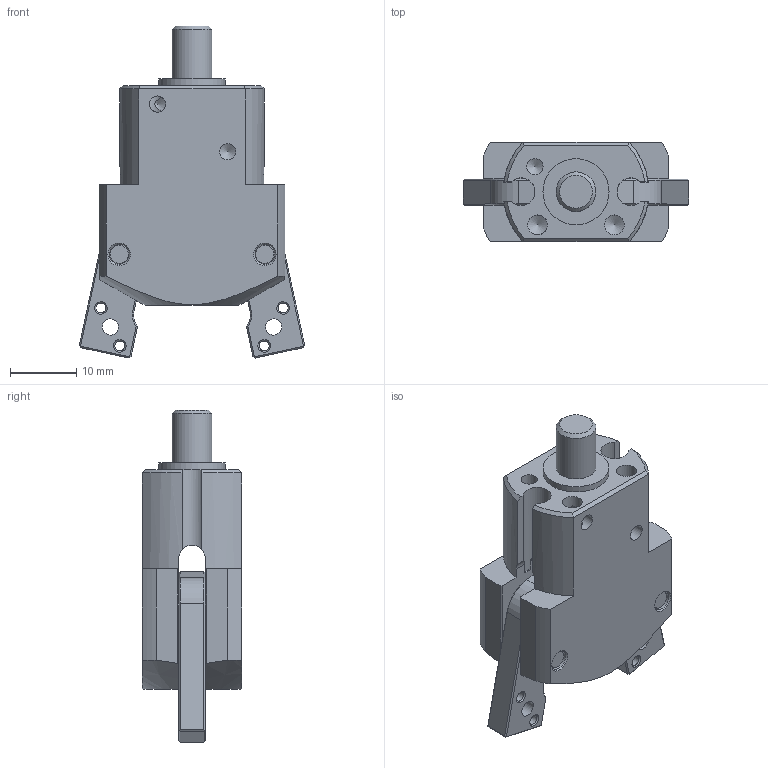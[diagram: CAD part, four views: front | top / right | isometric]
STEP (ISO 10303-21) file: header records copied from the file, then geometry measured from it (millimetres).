
FILE_DESCRIPTION(/* description */ (''),/* implementation_level */ '2;1');
FILE_NAME(/* name */ 'PLA-10.stp',/* time_stamp */ '2017-11-28T11:42:59+01:00',/* author */ ('Tecnico'),/* organization */ (''),/* preprocessor_version */ 'ST-DEVELOPER v16.13',/* originating_system */ 'Autodesk Inventor 2018',/* authorisation */ '');
FILE_SCHEMA (('AUTOMOTIVE_DESIGN { 1 0 10303 214 3 1 1 }'));
Length unit declared in the file: millimetre
Products named in the file (4): PLA-10; PLA10-CORPO; PLA10-GRIFFA; ISO 8734 - 3 x 14 - A
Assembly tree (5 placements, depth 2):
  PLA-10
    PLA10-CORPO
    PLA10-GRIFFA  x2
    ISO 8734 - 3 x 14 - A  x2
Bounding box: 34.05 x 15 x 50.15 mm (x, y, z)
Volume: 11130.6 mm3; surface area: 6244.5 mm2
Topology: 5 solids, 5 shells, 190 faces, 488 edges, 307 vertices
Faces by surface type: plane 83, cone 57, cylinder 50
Full cylindrical faces by diameter (mm): 1.5 x4, 2.459 x5, 3 x10, 6 x1, 10 x1, 11 x1
Entity records: 4218 total; most frequent: CARTESIAN_POINT 921, DIRECTION 668, ORIENTED_EDGE 606, EDGE_CURVE 303, AXIS2_PLACEMENT_3D 257, VERTEX_POINT 213, EDGE_LOOP 196, LINE 154
